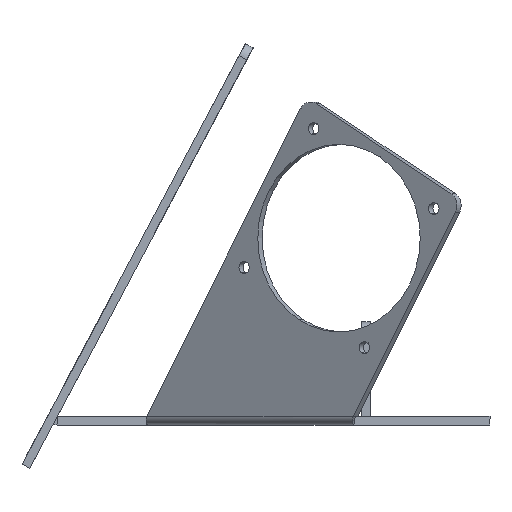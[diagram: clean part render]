
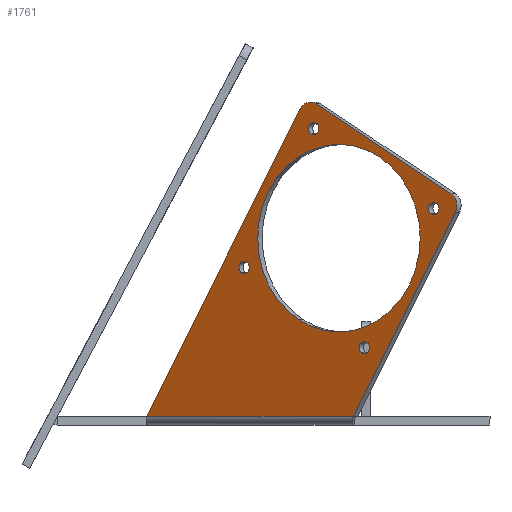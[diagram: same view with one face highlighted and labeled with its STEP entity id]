
A CAD part, left-side view. The second image highlights one B-rep face of the part: STEP entity #1761.
In plain terms, the highlighted planar face has unit normal (-0.866, 0.5, 0).
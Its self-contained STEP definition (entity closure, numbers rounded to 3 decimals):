
#1 = EDGE_CURVE ( 'NONE', #562, #3443, #1827, .T. ) ;
#23 = FACE_BOUND ( 'NONE', #1584, .T. ) ;
#30 = VERTEX_POINT ( 'NONE', #3222 ) ;
#62 = AXIS2_PLACEMENT_3D ( 'NONE', #1984, #3228, #1253 ) ;
#122 = CARTESIAN_POINT ( 'NONE',  ( -110.168, 19.777, 114.162 ) ) ;
#128 = CARTESIAN_POINT ( 'NONE',  ( -121.403, 0.318, 1.08 ) ) ;
#234 = DIRECTION ( 'NONE',  ( 0.866, -0.5, 0. ) ) ;
#239 = FACE_BOUND ( 'NONE', #923, .T. ) ;
#256 = CIRCLE ( 'NONE', #3254, 2.2 ) ;
#262 = DIRECTION ( 'NONE',  ( 0.25, 0.433, -0.866 ) ) ;
#278 = VERTEX_POINT ( 'NONE', #2085 ) ;
#354 = DIRECTION ( 'NONE',  ( 0.866, -0.5, 0. ) ) ;
#373 = DIRECTION ( 'NONE',  ( 0.866, -0.5, 0. ) ) ;
#396 = EDGE_CURVE ( 'NONE', #3518, #30, #422, .T. ) ;
#402 = CARTESIAN_POINT ( 'NONE',  ( -109.748, 20.505, 36.705 ) ) ;
#413 = DIRECTION ( 'NONE',  ( 0.866, -0.5, 0. ) ) ;
#422 = LINE ( 'NONE', #2066, #3423 ) ;
#456 = DIRECTION ( 'NONE',  ( -0.25, -0.433, 0.866 ) ) ;
#469 = DIRECTION ( 'NONE',  ( 0.25, 0.433, -0.866 ) ) ;
#487 = CIRCLE ( 'NONE', #2733, 5. ) ;
#496 = EDGE_CURVE ( 'NONE', #1038, #2924, #2468, .T. ) ;
#504 = EDGE_LOOP ( 'NONE', ( #1255, #1029 ) ) ;
#557 = DIRECTION ( 'NONE',  ( 0.866, -0.5, 0. ) ) ;
#562 = VERTEX_POINT ( 'NONE', #2261 ) ;
#578 = VERTEX_POINT ( 'NONE', #1442 ) ;
#623 = DIRECTION ( 'NONE',  ( 0.25, 0.433, -0.866 ) ) ;
#645 = CARTESIAN_POINT ( 'NONE',  ( -98.774, 39.512, 57.691 ) ) ;
#651 = CIRCLE ( 'NONE', #2349, 2.2 ) ;
#655 = CIRCLE ( 'NONE', #1364, 2.2 ) ;
#657 = EDGE_CURVE ( 'NONE', #3263, #2996, #651, .T. ) ;
#706 = EDGE_CURVE ( 'NONE', #578, #2577, #3108, .T. ) ;
#711 = EDGE_CURVE ( 'NONE', #2577, #278, #770, .T. ) ;
#770 = CIRCLE ( 'NONE', #1653, 5. ) ;
#808 = DIRECTION ( 'NONE',  ( 0.25, 0.433, -0.866 ) ) ;
#894 = DIRECTION ( 'NONE',  ( 0.866, -0.5, 0. ) ) ;
#897 = VECTOR ( 'NONE', #456, 1000. ) ;
#911 = DIRECTION ( 'NONE',  ( 0.25, 0.433, -0.866 ) ) ;
#921 = DIRECTION ( 'NONE',  ( 0.25, 0.433, -0.866 ) ) ;
#923 = EDGE_LOOP ( 'NONE', ( #2853, #2513 ) ) ;
#983 = AXIS2_PLACEMENT_3D ( 'NONE', #3439, #234, #1073 ) ;
#986 = CIRCLE ( 'NONE', #3010, 2.2 ) ;
#1002 = CIRCLE ( 'NONE', #3243, 2.2 ) ;
#1029 = ORIENTED_EDGE ( 'NONE', *, *, #2409, .T. ) ;
#1038 = VERTEX_POINT ( 'NONE', #3194 ) ;
#1055 = ORIENTED_EDGE ( 'NONE', *, *, #2377, .F. ) ;
#1067 = EDGE_CURVE ( 'NONE', #1484, #3359, #256, .T. ) ;
#1073 = DIRECTION ( 'NONE',  ( 0.25, 0.433, -0.866 ) ) ;
#1119 = DIRECTION ( 'NONE',  ( 0.25, 0.433, -0.866 ) ) ;
#1220 = DIRECTION ( 'NONE',  ( 0.25, 0.433, -0.866 ) ) ;
#1253 = DIRECTION ( 'NONE',  ( 0.25, 0.433, -0.866 ) ) ;
#1255 = ORIENTED_EDGE ( 'NONE', *, *, #1515, .T. ) ;
#1330 = DIRECTION ( 'NONE',  ( 0.25, 0.433, -0.866 ) ) ;
#1364 = AXIS2_PLACEMENT_3D ( 'NONE', #1626, #2701, #1330 ) ;
#1380 = DIRECTION ( 'NONE',  ( 0.866, -0.5, 0. ) ) ;
#1384 = EDGE_CURVE ( 'NONE', #30, #1566, #2057, .T. ) ;
#1406 = CIRCLE ( 'NONE', #983, 2.2 ) ;
#1441 = CARTESIAN_POINT ( 'NONE',  ( -113.524, 13.965, 108.786 ) ) ;
#1442 = CARTESIAN_POINT ( 'NONE',  ( -113.584, 13.862, 115.992 ) ) ;
#1484 = VERTEX_POINT ( 'NONE', #645 ) ;
#1509 = DIRECTION ( 'NONE',  ( 0.25, 0.433, -0.866 ) ) ;
#1515 = EDGE_CURVE ( 'NONE', #1694, #1806, #655, .T. ) ;
#1538 = DIRECTION ( 'NONE',  ( 0.5, 0.866, 0. ) ) ;
#1566 = VERTEX_POINT ( 'NONE', #122 ) ;
#1584 = EDGE_LOOP ( 'NONE', ( #2483, #2462 ) ) ;
#1595 = CIRCLE ( 'NONE', #3374, 2.2 ) ;
#1626 = CARTESIAN_POINT ( 'NONE',  ( -123.772, -3.785, 26.286 ) ) ;
#1653 = AXIS2_PLACEMENT_3D ( 'NONE', #3142, #373, #1220 ) ;
#1654 = EDGE_CURVE ( 'NONE', #3359, #1484, #1595, .T. ) ;
#1665 = DIRECTION ( 'NONE',  ( 0.25, 0.433, -0.866 ) ) ;
#1694 = VERTEX_POINT ( 'NONE', #3287 ) ;
#1752 = CARTESIAN_POINT ( 'NONE',  ( -137.972, -28.38, 75.476 ) ) ;
#1761 = ADVANCED_FACE ( 'NONE', ( #2443, #23, #2994, #2197, #239, #3274 ), #2149, .F. ) ;
#1806 = VERTEX_POINT ( 'NONE', #3104 ) ;
#1827 = CIRCLE ( 'NONE', #2461, 34.5 ) ;
#1939 = CARTESIAN_POINT ( 'NONE',  ( 41.214, 281.979, -40.242 ) ) ;
#1984 = CARTESIAN_POINT ( 'NONE',  ( -118.373, 5.566, 66.583 ) ) ;
#1999 = DIRECTION ( 'NONE',  ( 0.25, 0.433, -0.866 ) ) ;
#2023 = CARTESIAN_POINT ( 'NONE',  ( -142.162, -35.638, 82.992 ) ) ;
#2057 = LINE ( 'NONE', #2366, #897 ) ;
#2066 = CARTESIAN_POINT ( 'NONE',  ( 41.214, 281.979, 1.08 ) ) ;
#2073 = DIRECTION ( 'NONE',  ( 0.866, -0.5, 0. ) ) ;
#2085 = CARTESIAN_POINT ( 'NONE',  ( -143.077, -37.223, 76.162 ) ) ;
#2141 = CARTESIAN_POINT ( 'NONE',  ( -118.373, 5.566, 66.583 ) ) ;
#2149 = PLANE ( 'NONE',  #3188 ) ;
#2197 = FACE_BOUND ( 'NONE', #2760, .T. ) ;
#2261 = CARTESIAN_POINT ( 'NONE',  ( -126.998, -9.373, 96.461 ) ) ;
#2270 = CARTESIAN_POINT ( 'NONE',  ( -123.772, -3.785, 26.286 ) ) ;
#2305 = DIRECTION ( 'NONE',  ( 0.866, -0.5, 0. ) ) ;
#2342 = ORIENTED_EDGE ( 'NONE', *, *, #706, .F. ) ;
#2349 = AXIS2_PLACEMENT_3D ( 'NONE', #2828, #354, #1509 ) ;
#2366 = CARTESIAN_POINT ( 'NONE',  ( -38.893, 143.229, -132.742 ) ) ;
#2377 = EDGE_CURVE ( 'NONE', #1566, #578, #487, .T. ) ;
#2409 = EDGE_CURVE ( 'NONE', #1806, #1694, #1002, .T. ) ;
#2418 = ORIENTED_EDGE ( 'NONE', *, *, #3242, .T. ) ;
#2443 = FACE_OUTER_BOUND ( 'NONE', #2911, .T. ) ;
#2461 = AXIS2_PLACEMENT_3D ( 'NONE', #2141, #3219, #262 ) ;
#2462 = ORIENTED_EDGE ( 'NONE', *, *, #496, .T. ) ;
#2468 = CIRCLE ( 'NONE', #2972, 2.2 ) ;
#2483 = ORIENTED_EDGE ( 'NONE', *, *, #3554, .T. ) ;
#2488 = ORIENTED_EDGE ( 'NONE', *, *, #1654, .T. ) ;
#2513 = ORIENTED_EDGE ( 'NONE', *, *, #3382, .T. ) ;
#2577 = VERTEX_POINT ( 'NONE', #2023 ) ;
#2701 = DIRECTION ( 'NONE',  ( 0.866, -0.5, 0. ) ) ;
#2705 = ORIENTED_EDGE ( 'NONE', *, *, #1384, .F. ) ;
#2720 = ORIENTED_EDGE ( 'NONE', *, *, #2850, .F. ) ;
#2733 = AXIS2_PLACEMENT_3D ( 'NONE', #3388, #2305, #911 ) ;
#2751 = DIRECTION ( 'NONE',  ( 0.866, -0.5, 0. ) ) ;
#2759 = CARTESIAN_POINT ( 'NONE',  ( -138.522, -29.333, 77.381 ) ) ;
#2760 = EDGE_LOOP ( 'NONE', ( #2418, #3231 ) ) ;
#2779 = CARTESIAN_POINT ( 'NONE',  ( -71.802, 86.229, -170.742 ) ) ;
#2817 = CARTESIAN_POINT ( 'NONE',  ( -112.974, 14.917, 106.881 ) ) ;
#2828 = CARTESIAN_POINT ( 'NONE',  ( -112.974, 14.917, 106.881 ) ) ;
#2844 = CARTESIAN_POINT ( 'NONE',  ( -31.311, 156.362, 210.992 ) ) ;
#2850 = EDGE_CURVE ( 'NONE', #278, #3518, #3279, .T. ) ;
#2853 = ORIENTED_EDGE ( 'NONE', *, *, #657, .T. ) ;
#2891 = ORIENTED_EDGE ( 'NONE', *, *, #396, .F. ) ;
#2901 = VECTOR ( 'NONE', #1119, 1000. ) ;
#2907 = CARTESIAN_POINT ( 'NONE',  ( -98.224, 40.465, 55.786 ) ) ;
#2911 = EDGE_LOOP ( 'NONE', ( #2891, #2720, #3572, #2342, #1055, #2705 ) ) ;
#2924 = VERTEX_POINT ( 'NONE', #1752 ) ;
#2972 = AXIS2_PLACEMENT_3D ( 'NONE', #2759, #1380, #1999 ) ;
#2994 = FACE_BOUND ( 'NONE', #3398, .T. ) ;
#2996 = VERTEX_POINT ( 'NONE', #1441 ) ;
#3010 = AXIS2_PLACEMENT_3D ( 'NONE', #2817, #2073, #921 ) ;
#3079 = VECTOR ( 'NONE', #3454, 1000. ) ;
#3104 = CARTESIAN_POINT ( 'NONE',  ( -124.322, -4.738, 28.191 ) ) ;
#3108 = LINE ( 'NONE', #2844, #3079 ) ;
#3142 = CARTESIAN_POINT ( 'NONE',  ( -140.912, -33.473, 78.662 ) ) ;
#3188 = AXIS2_PLACEMENT_3D ( 'NONE', #1939, #557, #1665 ) ;
#3194 = CARTESIAN_POINT ( 'NONE',  ( -139.072, -30.285, 79.286 ) ) ;
#3211 = CARTESIAN_POINT ( 'NONE',  ( -97.674, 41.418, 53.88 ) ) ;
#3219 = DIRECTION ( 'NONE',  ( 0.866, -0.5, 0. ) ) ;
#3222 = CARTESIAN_POINT ( 'NONE',  ( -77.524, 76.318, 1.08 ) ) ;
#3228 = DIRECTION ( 'NONE',  ( 0.866, -0.5, 0. ) ) ;
#3231 = ORIENTED_EDGE ( 'NONE', *, *, #1, .T. ) ;
#3242 = EDGE_CURVE ( 'NONE', #3443, #562, #3357, .T. ) ;
#3243 = AXIS2_PLACEMENT_3D ( 'NONE', #2270, #894, #623 ) ;
#3254 = AXIS2_PLACEMENT_3D ( 'NONE', #2907, #413, #469 ) ;
#3263 = VERTEX_POINT ( 'NONE', #3488 ) ;
#3274 = FACE_BOUND ( 'NONE', #504, .T. ) ;
#3279 = LINE ( 'NONE', #2779, #2901 ) ;
#3287 = CARTESIAN_POINT ( 'NONE',  ( -123.222, -2.832, 24.38 ) ) ;
#3357 = CIRCLE ( 'NONE', #62, 34.5 ) ;
#3359 = VERTEX_POINT ( 'NONE', #3211 ) ;
#3374 = AXIS2_PLACEMENT_3D ( 'NONE', #3514, #2751, #808 ) ;
#3382 = EDGE_CURVE ( 'NONE', #2996, #3263, #986, .T. ) ;
#3388 = CARTESIAN_POINT ( 'NONE',  ( -112.334, 16.027, 111.662 ) ) ;
#3398 = EDGE_LOOP ( 'NONE', ( #2488, #3458 ) ) ;
#3423 = VECTOR ( 'NONE', #1538, 1000. ) ;
#3439 = CARTESIAN_POINT ( 'NONE',  ( -138.522, -29.333, 77.381 ) ) ;
#3443 = VERTEX_POINT ( 'NONE', #402 ) ;
#3454 = DIRECTION ( 'NONE',  ( -0.433, -0.75, -0.5 ) ) ;
#3458 = ORIENTED_EDGE ( 'NONE', *, *, #1067, .T. ) ;
#3488 = CARTESIAN_POINT ( 'NONE',  ( -112.424, 15.87, 104.976 ) ) ;
#3514 = CARTESIAN_POINT ( 'NONE',  ( -98.224, 40.465, 55.786 ) ) ;
#3518 = VERTEX_POINT ( 'NONE', #128 ) ;
#3554 = EDGE_CURVE ( 'NONE', #2924, #1038, #1406, .T. ) ;
#3572 = ORIENTED_EDGE ( 'NONE', *, *, #711, .F. ) ;
